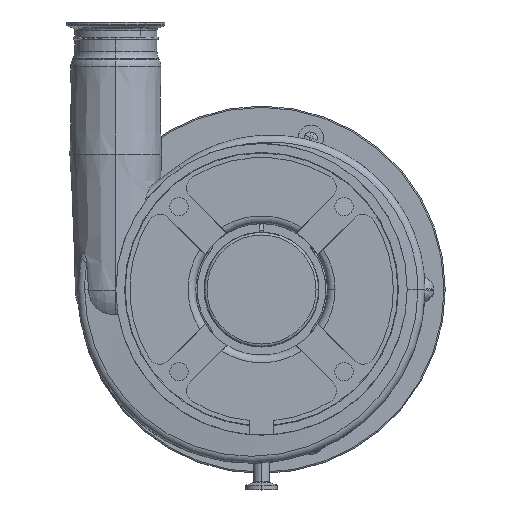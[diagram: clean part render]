
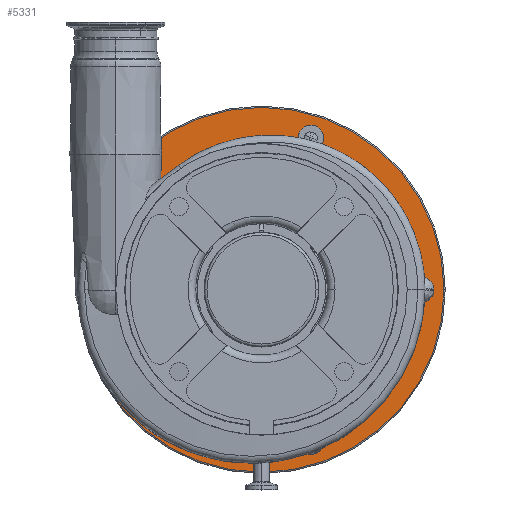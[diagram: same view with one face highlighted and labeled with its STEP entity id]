
A CAD part, top view. The second image highlights one B-rep face of the part: STEP entity #5331.
In plain terms, the highlighted planar face has unit normal (0, 0, 1).
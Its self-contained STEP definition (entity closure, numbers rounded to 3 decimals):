
#97 = DIRECTION ( 'NONE',  ( 0., 0., 1. ) ) ;
#166 = DIRECTION ( 'NONE',  ( -1., 0., 0. ) ) ;
#461 = EDGE_CURVE ( 'NONE', #2560, #14080, #7339, .T. ) ;
#491 = DIRECTION ( 'NONE',  ( 0., 0., 1. ) ) ;
#625 = CARTESIAN_POINT ( 'NONE',  ( -91.936, 74.061, -61. ) ) ;
#745 = CARTESIAN_POINT ( 'NONE',  ( 38.936, -119.833, -61. ) ) ;
#898 = DIRECTION ( 'NONE',  ( 0., 0., 1. ) ) ;
#1003 = AXIS2_PLACEMENT_3D ( 'NONE', #11655, #9099, #2455 ) ;
#1080 = EDGE_CURVE ( 'NONE', #14080, #2560, #12544, .T. ) ;
#1110 = VERTEX_POINT ( 'NONE', #625 ) ;
#1269 = CARTESIAN_POINT ( 'NONE',  ( 136., 0., -61. ) ) ;
#1288 = CARTESIAN_POINT ( 'NONE',  ( -91.936, -74.061, -61. ) ) ;
#1639 = DIRECTION ( 'NONE',  ( 1., 0., 0. ) ) ;
#1663 = CIRCLE ( 'NONE', #15340, 10. ) ;
#1713 = CIRCLE ( 'NONE', #3344, 10. ) ;
#1815 = VERTEX_POINT ( 'NONE', #1269 ) ;
#1990 = EDGE_CURVE ( 'NONE', #16312, #13945, #8699, .T. ) ;
#2099 = EDGE_LOOP ( 'NONE', ( #8933, #11120 ) ) ;
#2221 = DIRECTION ( 'NONE',  ( 0., 0., 1. ) ) ;
#2455 = DIRECTION ( 'NONE',  ( -1., 0., 0. ) ) ;
#2560 = VERTEX_POINT ( 'NONE', #1288 ) ;
#2754 = VERTEX_POINT ( 'NONE', #14691 ) ;
#3028 = EDGE_CURVE ( 'NONE', #13945, #16312, #7628, .T. ) ;
#3197 = CARTESIAN_POINT ( 'NONE',  ( -144., 0., -61. ) ) ;
#3344 = AXIS2_PLACEMENT_3D ( 'NONE', #15181, #898, #7715 ) ;
#3458 = ORIENTED_EDGE ( 'NONE', *, *, #6217, .F. ) ;
#3460 = ORIENTED_EDGE ( 'NONE', *, *, #1080, .F. ) ;
#3599 = EDGE_LOOP ( 'NONE', ( #6544, #8680 ) ) ;
#3639 = CARTESIAN_POINT ( 'NONE',  ( 0., 0., -61. ) ) ;
#3674 = EDGE_LOOP ( 'NONE', ( #10805, #11579 ) ) ;
#3703 = CARTESIAN_POINT ( 'NONE',  ( -111.936, -74.061, -61. ) ) ;
#3842 = PLANE ( 'NONE',  #12562 ) ;
#3926 = FACE_BOUND ( 'NONE', #7571, .T. ) ;
#4070 = CARTESIAN_POINT ( 'NONE',  ( 38.936, 119.833, -61. ) ) ;
#4161 = CARTESIAN_POINT ( 'NONE',  ( 126., 0., -61. ) ) ;
#4206 = DIRECTION ( 'NONE',  ( 1., 0., 0. ) ) ;
#4221 = CARTESIAN_POINT ( 'NONE',  ( 38.936, 119.833, -61. ) ) ;
#4244 = VERTEX_POINT ( 'NONE', #4691 ) ;
#4295 = CIRCLE ( 'NONE', #15001, 10. ) ;
#4306 = AXIS2_PLACEMENT_3D ( 'NONE', #12928, #11454, #12838 ) ;
#4474 = CARTESIAN_POINT ( 'NONE',  ( 116., 0., -61. ) ) ;
#4502 = ORIENTED_EDGE ( 'NONE', *, *, #14750, .F. ) ;
#4597 = AXIS2_PLACEMENT_3D ( 'NONE', #8508, #14861, #13650 ) ;
#4691 = CARTESIAN_POINT ( 'NONE',  ( 28.936, -119.833, -61. ) ) ;
#5009 = VERTEX_POINT ( 'NONE', #12472 ) ;
#5106 = CARTESIAN_POINT ( 'NONE',  ( 0., 0., -61. ) ) ;
#5178 = DIRECTION ( 'NONE',  ( 0., 0., 1. ) ) ;
#5214 = DIRECTION ( 'NONE',  ( -1., 0., 0. ) ) ;
#5331 = ADVANCED_FACE ( 'NONE', ( #11696, #3926, #9135, #15920, #13244, #15600, #6493 ), #3842, .F. ) ;
#5376 = EDGE_CURVE ( 'NONE', #1815, #13600, #1663, .T. ) ;
#5811 = AXIS2_PLACEMENT_3D ( 'NONE', #4070, #491, #15823 ) ;
#5898 = DIRECTION ( 'NONE',  ( -1., 0., 0. ) ) ;
#6149 = ORIENTED_EDGE ( 'NONE', *, *, #11775, .F. ) ;
#6217 = EDGE_CURVE ( 'NONE', #1110, #11083, #9306, .T. ) ;
#6493 = FACE_OUTER_BOUND ( 'NONE', #3674, .T. ) ;
#6544 = ORIENTED_EDGE ( 'NONE', *, *, #1990, .F. ) ;
#6658 = DIRECTION ( 'NONE',  ( 0., 0., -1. ) ) ;
#6847 = AXIS2_PLACEMENT_3D ( 'NONE', #16532, #2221, #8529 ) ;
#7296 = CARTESIAN_POINT ( 'NONE',  ( -111.936, 74.061, -61. ) ) ;
#7339 = CIRCLE ( 'NONE', #4306, 10. ) ;
#7417 = EDGE_CURVE ( 'NONE', #4244, #10840, #15808, .T. ) ;
#7571 = EDGE_LOOP ( 'NONE', ( #3458, #6149 ) ) ;
#7598 = DIRECTION ( 'NONE',  ( 1., 0., 0. ) ) ;
#7628 = CIRCLE ( 'NONE', #4597, 115. ) ;
#7715 = DIRECTION ( 'NONE',  ( -1., 0., 0. ) ) ;
#8283 = VERTEX_POINT ( 'NONE', #14234 ) ;
#8304 = ORIENTED_EDGE ( 'NONE', *, *, #461, .F. ) ;
#8508 = CARTESIAN_POINT ( 'NONE',  ( 0., 0., -61. ) ) ;
#8529 = DIRECTION ( 'NONE',  ( -1., 0., 0. ) ) ;
#8552 = CARTESIAN_POINT ( 'NONE',  ( -101.936, -74.061, -61. ) ) ;
#8680 = ORIENTED_EDGE ( 'NONE', *, *, #3028, .F. ) ;
#8699 = CIRCLE ( 'NONE', #14458, 115. ) ;
#8843 = DIRECTION ( 'NONE',  ( 0., 0., 1. ) ) ;
#8904 = EDGE_CURVE ( 'NONE', #2754, #13623, #9899, .T. ) ;
#8933 = ORIENTED_EDGE ( 'NONE', *, *, #7417, .F. ) ;
#9018 = EDGE_LOOP ( 'NONE', ( #12445, #15067 ) ) ;
#9033 = EDGE_CURVE ( 'NONE', #5009, #8283, #13200, .T. ) ;
#9099 = DIRECTION ( 'NONE',  ( 0., 0., 1. ) ) ;
#9135 = FACE_BOUND ( 'NONE', #9018, .T. ) ;
#9205 = AXIS2_PLACEMENT_3D ( 'NONE', #745, #15116, #16412 ) ;
#9306 = CIRCLE ( 'NONE', #6847, 10. ) ;
#9375 = DIRECTION ( 'NONE',  ( 0., 0., 1. ) ) ;
#9899 = CIRCLE ( 'NONE', #16229, 144. ) ;
#10077 = EDGE_CURVE ( 'NONE', #13623, #2754, #11569, .T. ) ;
#10472 = AXIS2_PLACEMENT_3D ( 'NONE', #3639, #8843, #1639 ) ;
#10721 = DIRECTION ( 'NONE',  ( 0., 0., 1. ) ) ;
#10805 = ORIENTED_EDGE ( 'NONE', *, *, #8904, .T. ) ;
#10840 = VERTEX_POINT ( 'NONE', #11652 ) ;
#10912 = ORIENTED_EDGE ( 'NONE', *, *, #5376, .F. ) ;
#10956 = CARTESIAN_POINT ( 'NONE',  ( -115., 0., -61. ) ) ;
#11083 = VERTEX_POINT ( 'NONE', #7296 ) ;
#11120 = ORIENTED_EDGE ( 'NONE', *, *, #16780, .F. ) ;
#11332 = CIRCLE ( 'NONE', #1003, 10. ) ;
#11454 = DIRECTION ( 'NONE',  ( 0., 0., 1. ) ) ;
#11569 = CIRCLE ( 'NONE', #10472, 144. ) ;
#11579 = ORIENTED_EDGE ( 'NONE', *, *, #10077, .T. ) ;
#11652 = CARTESIAN_POINT ( 'NONE',  ( 48.936, -119.833, -61. ) ) ;
#11655 = CARTESIAN_POINT ( 'NONE',  ( -101.936, 74.061, -61. ) ) ;
#11696 = FACE_BOUND ( 'NONE', #13069, .T. ) ;
#11772 = EDGE_LOOP ( 'NONE', ( #4502, #10912 ) ) ;
#11775 = EDGE_CURVE ( 'NONE', #11083, #1110, #11332, .T. ) ;
#11936 = DIRECTION ( 'NONE',  ( -1., 0., 0. ) ) ;
#12020 = CARTESIAN_POINT ( 'NONE',  ( 0., 115., -61. ) ) ;
#12312 = DIRECTION ( 'NONE',  ( 0., 0., 1. ) ) ;
#12445 = ORIENTED_EDGE ( 'NONE', *, *, #9033, .F. ) ;
#12472 = CARTESIAN_POINT ( 'NONE',  ( 48.936, 119.833, -61. ) ) ;
#12544 = CIRCLE ( 'NONE', #15845, 10. ) ;
#12562 = AXIS2_PLACEMENT_3D ( 'NONE', #12020, #6658, #11936 ) ;
#12823 = AXIS2_PLACEMENT_3D ( 'NONE', #14903, #12312, #5898 ) ;
#12838 = DIRECTION ( 'NONE',  ( -1., 0., 0. ) ) ;
#12928 = CARTESIAN_POINT ( 'NONE',  ( -101.936, -74.061, -61. ) ) ;
#13069 = EDGE_LOOP ( 'NONE', ( #8304, #3460 ) ) ;
#13200 = CIRCLE ( 'NONE', #5811, 10. ) ;
#13244 = FACE_BOUND ( 'NONE', #2099, .T. ) ;
#13600 = VERTEX_POINT ( 'NONE', #4474 ) ;
#13623 = VERTEX_POINT ( 'NONE', #3197 ) ;
#13650 = DIRECTION ( 'NONE',  ( 1., 0., 0. ) ) ;
#13945 = VERTEX_POINT ( 'NONE', #10956 ) ;
#14080 = VERTEX_POINT ( 'NONE', #3703 ) ;
#14234 = CARTESIAN_POINT ( 'NONE',  ( 28.936, 119.833, -61. ) ) ;
#14426 = CARTESIAN_POINT ( 'NONE',  ( 0., 0., -61. ) ) ;
#14458 = AXIS2_PLACEMENT_3D ( 'NONE', #14426, #5178, #4206 ) ;
#14691 = CARTESIAN_POINT ( 'NONE',  ( 144., 0., -61. ) ) ;
#14750 = EDGE_CURVE ( 'NONE', #13600, #1815, #1713, .T. ) ;
#14861 = DIRECTION ( 'NONE',  ( 0., 0., 1. ) ) ;
#14903 = CARTESIAN_POINT ( 'NONE',  ( 38.936, -119.833, -61. ) ) ;
#14986 = DIRECTION ( 'NONE',  ( 0., 0., 1. ) ) ;
#15001 = AXIS2_PLACEMENT_3D ( 'NONE', #4221, #10721, #166 ) ;
#15067 = ORIENTED_EDGE ( 'NONE', *, *, #15812, .F. ) ;
#15116 = DIRECTION ( 'NONE',  ( 0., 0., 1. ) ) ;
#15181 = CARTESIAN_POINT ( 'NONE',  ( 126., 0., -61. ) ) ;
#15340 = AXIS2_PLACEMENT_3D ( 'NONE', #4161, #9375, #5214 ) ;
#15600 = FACE_BOUND ( 'NONE', #3599, .T. ) ;
#15808 = CIRCLE ( 'NONE', #9205, 10. ) ;
#15812 = EDGE_CURVE ( 'NONE', #8283, #5009, #4295, .T. ) ;
#15823 = DIRECTION ( 'NONE',  ( -1., 0., 0. ) ) ;
#15845 = AXIS2_PLACEMENT_3D ( 'NONE', #8552, #14986, #16469 ) ;
#15920 = FACE_BOUND ( 'NONE', #11772, .T. ) ;
#16222 = CARTESIAN_POINT ( 'NONE',  ( 115., 0., -61. ) ) ;
#16229 = AXIS2_PLACEMENT_3D ( 'NONE', #5106, #97, #7598 ) ;
#16312 = VERTEX_POINT ( 'NONE', #16222 ) ;
#16396 = CIRCLE ( 'NONE', #12823, 10. ) ;
#16412 = DIRECTION ( 'NONE',  ( -1., 0., 0. ) ) ;
#16469 = DIRECTION ( 'NONE',  ( -1., 0., 0. ) ) ;
#16532 = CARTESIAN_POINT ( 'NONE',  ( -101.936, 74.061, -61. ) ) ;
#16780 = EDGE_CURVE ( 'NONE', #10840, #4244, #16396, .T. ) ;
